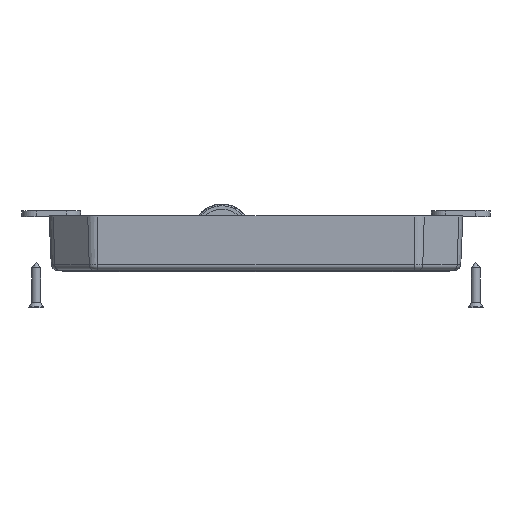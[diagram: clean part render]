
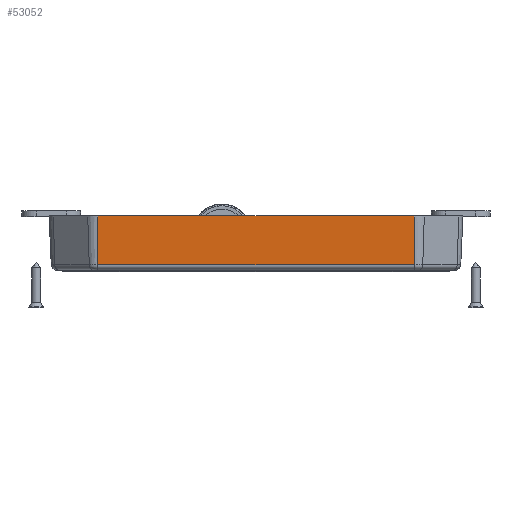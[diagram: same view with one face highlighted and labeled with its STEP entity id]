
A CAD part, left-side view. The second image highlights one B-rep face of the part: STEP entity #53052.
In plain terms, the highlighted planar face has unit normal (-0.999, 0, -0.044).
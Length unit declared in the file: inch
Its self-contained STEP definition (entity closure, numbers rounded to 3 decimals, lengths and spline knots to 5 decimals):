
#3446 = CARTESIAN_POINT ( 'NONE',  ( -2.82496, -2.18224, -0.66485 ) ) ;
#4582 = VECTOR ( 'NONE', #39025, 39.37008 ) ;
#5004 = CARTESIAN_POINT ( 'NONE',  ( -2.82496, -2.18224, -0.66485 ) ) ;
#8323 = AXIS2_PLACEMENT_3D ( 'NONE', #66890, #48862, #28342 ) ;
#9709 = DIRECTION ( 'NONE',  ( -0.044, 0., 0.999 ) ) ;
#9839 = CARTESIAN_POINT ( 'NONE',  ( -2.85433, 2.18224, 0.00787 ) ) ;
#12002 = ORIENTED_EDGE ( 'NONE', *, *, #32959, .F. ) ;
#13450 = LINE ( 'NONE', #33161, #4582 ) ;
#15600 = LINE ( 'NONE', #3446, #27529 ) ;
#16308 = ORIENTED_EDGE ( 'NONE', *, *, #61705, .F. ) ;
#20188 = EDGE_CURVE ( 'NONE', #60898, #43044, #59737, .T. ) ;
#26912 = VERTEX_POINT ( 'NONE', #79458 ) ;
#27529 = VECTOR ( 'NONE', #9709, 39.37008 ) ;
#28342 = DIRECTION ( 'NONE',  ( -0.044, 0., 0.999 ) ) ;
#28764 = DIRECTION ( 'NONE',  ( 0., 1., 0. ) ) ;
#32959 = EDGE_CURVE ( 'NONE', #60898, #26912, #13450, .T. ) ;
#33161 = CARTESIAN_POINT ( 'NONE',  ( -2.85433, 2.18224, 0.00787 ) ) ;
#33772 = ORIENTED_EDGE ( 'NONE', *, *, #74509, .T. ) ;
#34703 = ORIENTED_EDGE ( 'NONE', *, *, #20188, .T. ) ;
#39025 = DIRECTION ( 'NONE',  ( 0., -1., 0. ) ) ;
#39898 = VECTOR ( 'NONE', #28764, 39.37008 ) ;
#42353 = CARTESIAN_POINT ( 'NONE',  ( -2.82496, 2.18224, -0.66485 ) ) ;
#43044 = VERTEX_POINT ( 'NONE', #42353 ) ;
#47613 = DIRECTION ( 'NONE',  ( 0.044, 0., -0.999 ) ) ;
#48862 = DIRECTION ( 'NONE',  ( -0.999, 0., -0.044 ) ) ;
#49211 = EDGE_LOOP ( 'NONE', ( #33772, #12002, #34703, #16308 ) ) ;
#49652 = CARTESIAN_POINT ( 'NONE',  ( -2.85433, 2.18224, 0.00787 ) ) ;
#51834 = LINE ( 'NONE', #67705, #39898 ) ;
#53052 = ADVANCED_FACE ( 'NONE', ( #73584 ), #79889, .T. ) ;
#59320 = VERTEX_POINT ( 'NONE', #5004 ) ;
#59737 = LINE ( 'NONE', #9839, #70013 ) ;
#60898 = VERTEX_POINT ( 'NONE', #49652 ) ;
#61705 = EDGE_CURVE ( 'NONE', #59320, #43044, #51834, .T. ) ;
#66890 = CARTESIAN_POINT ( 'NONE',  ( -2.85433, 2.99099, 0.00787 ) ) ;
#67705 = CARTESIAN_POINT ( 'NONE',  ( -2.82496, -2.18224, -0.66485 ) ) ;
#70013 = VECTOR ( 'NONE', #47613, 39.37008 ) ;
#73584 = FACE_OUTER_BOUND ( 'NONE', #49211, .T. ) ;
#74509 = EDGE_CURVE ( 'NONE', #59320, #26912, #15600, .T. ) ;
#79458 = CARTESIAN_POINT ( 'NONE',  ( -2.85433, -2.18224, 0.00787 ) ) ;
#79889 = PLANE ( 'NONE',  #8323 ) ;
